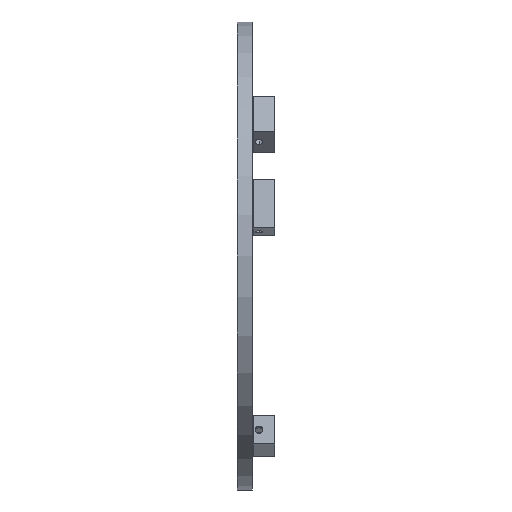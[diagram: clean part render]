
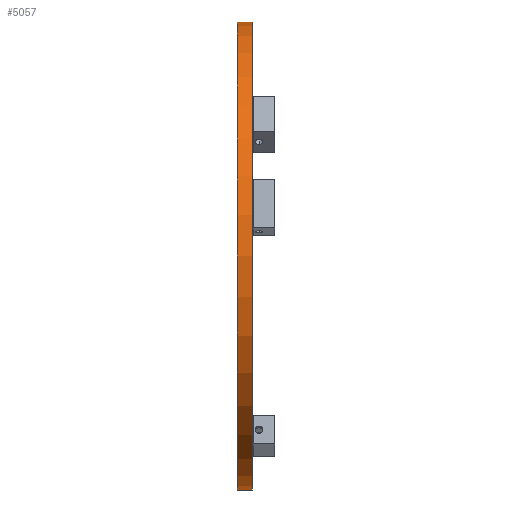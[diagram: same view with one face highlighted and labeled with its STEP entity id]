
A CAD part, left-side view. The second image highlights one B-rep face of the part: STEP entity #5057.
In plain terms, the highlighted cylindrical face has radius 93 mm (diameter 186 mm), a partial arc.
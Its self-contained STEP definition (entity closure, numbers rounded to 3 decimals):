
#4 = CIRCLE ( 'NONE', #2338, 93. ) ;
#240 = CARTESIAN_POINT ( 'NONE',  ( 0., 6., -93. ) ) ;
#254 = DIRECTION ( 'NONE',  ( 0., 0., 1. ) ) ;
#375 = EDGE_CURVE ( 'NONE', #6200, #3590, #4, .T. ) ;
#385 = VERTEX_POINT ( 'NONE', #5312 ) ;
#544 = VERTEX_POINT ( 'NONE', #4450 ) ;
#730 = CARTESIAN_POINT ( 'NONE',  ( 0., 6., 93. ) ) ;
#798 = DIRECTION ( 'NONE',  ( 0., 0., 1. ) ) ;
#814 = ORIENTED_EDGE ( 'NONE', *, *, #5790, .F. ) ;
#1022 = ORIENTED_EDGE ( 'NONE', *, *, #4501, .T. ) ;
#1333 = CARTESIAN_POINT ( 'NONE',  ( 0., 0., 0. ) ) ;
#1514 = LINE ( 'NONE', #3571, #6044 ) ;
#1793 = DIRECTION ( 'NONE',  ( 0., 1., 0. ) ) ;
#2338 = AXIS2_PLACEMENT_3D ( 'NONE', #4356, #6333, #254 ) ;
#2362 = AXIS2_PLACEMENT_3D ( 'NONE', #1333, #1793, #798 ) ;
#2692 = VECTOR ( 'NONE', #6303, 1000. ) ;
#3318 = CYLINDRICAL_SURFACE ( 'NONE', #3842, 93. ) ;
#3571 = CARTESIAN_POINT ( 'NONE',  ( 0., 6., -93. ) ) ;
#3590 = VERTEX_POINT ( 'NONE', #730 ) ;
#3792 = CARTESIAN_POINT ( 'NONE',  ( 0., 6., 93. ) ) ;
#3842 = AXIS2_PLACEMENT_3D ( 'NONE', #4926, #6440, #4335 ) ;
#4335 = DIRECTION ( 'NONE',  ( 0., 0., -1. ) ) ;
#4356 = CARTESIAN_POINT ( 'NONE',  ( 0., 6., 0. ) ) ;
#4427 = DIRECTION ( 'NONE',  ( 0., -1., 0. ) ) ;
#4450 = CARTESIAN_POINT ( 'NONE',  ( 0., 0., -93. ) ) ;
#4501 = EDGE_CURVE ( 'NONE', #6200, #544, #1514, .T. ) ;
#4926 = CARTESIAN_POINT ( 'NONE',  ( 0., 6., 0. ) ) ;
#4941 = EDGE_CURVE ( 'NONE', #544, #385, #5837, .T. ) ;
#5057 = ADVANCED_FACE ( 'NONE', ( #5423 ), #3318, .T. ) ;
#5154 = ORIENTED_EDGE ( 'NONE', *, *, #4941, .T. ) ;
#5312 = CARTESIAN_POINT ( 'NONE',  ( 0., 0., 93. ) ) ;
#5423 = FACE_OUTER_BOUND ( 'NONE', #6291, .T. ) ;
#5790 = EDGE_CURVE ( 'NONE', #3590, #385, #6331, .T. ) ;
#5837 = CIRCLE ( 'NONE', #2362, 93. ) ;
#5951 = ORIENTED_EDGE ( 'NONE', *, *, #375, .F. ) ;
#6044 = VECTOR ( 'NONE', #4427, 1000. ) ;
#6200 = VERTEX_POINT ( 'NONE', #240 ) ;
#6291 = EDGE_LOOP ( 'NONE', ( #814, #5951, #1022, #5154 ) ) ;
#6303 = DIRECTION ( 'NONE',  ( 0., -1., 0. ) ) ;
#6331 = LINE ( 'NONE', #3792, #2692 ) ;
#6333 = DIRECTION ( 'NONE',  ( 0., 1., 0. ) ) ;
#6440 = DIRECTION ( 'NONE',  ( 0., -1., 0. ) ) ;
